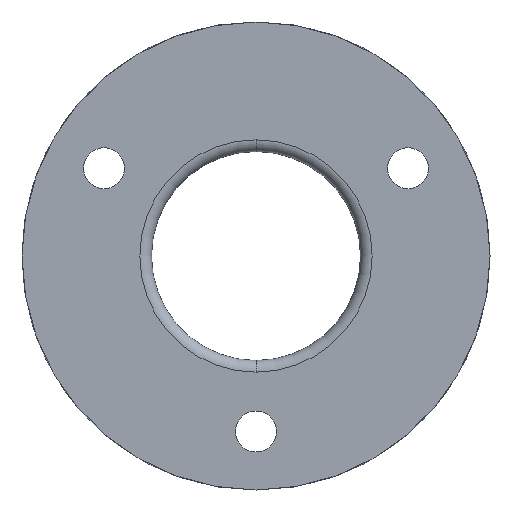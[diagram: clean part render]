
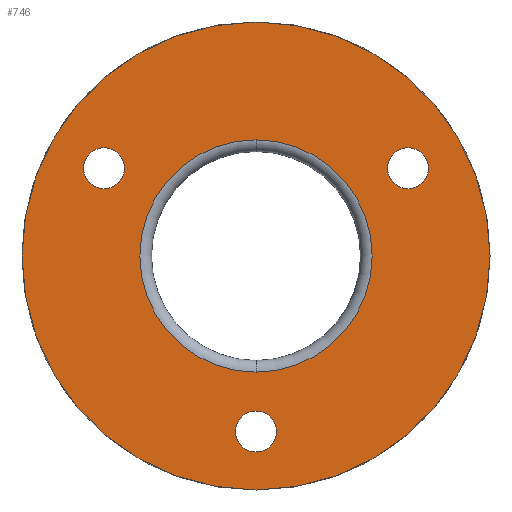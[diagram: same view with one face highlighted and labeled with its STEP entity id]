
A CAD part, front view. The second image highlights one B-rep face of the part: STEP entity #746.
In plain terms, the highlighted planar face has unit normal (0, -1, 0).
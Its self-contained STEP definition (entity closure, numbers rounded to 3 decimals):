
#9 = CARTESIAN_POINT ( 'NONE',  ( 0., -9.9, 0. ) ) ;
#16 = DIRECTION ( 'NONE',  ( 0., 1., 0. ) ) ;
#18 = CIRCLE ( 'NONE', #894, 1.75 ) ;
#38 = DIRECTION ( 'NONE',  ( 0., 0., 1. ) ) ;
#47 = DIRECTION ( 'NONE',  ( 0., 0., 1. ) ) ;
#50 = DIRECTION ( 'NONE',  ( 0., 1., 0. ) ) ;
#53 = CARTESIAN_POINT ( 'NONE',  ( 0., -9.9, 0. ) ) ;
#55 = DIRECTION ( 'NONE',  ( 0., 1., 0. ) ) ;
#60 = CARTESIAN_POINT ( 'NONE',  ( 0., -9.9, 9.928 ) ) ;
#66 = DIRECTION ( 'NONE',  ( 0., 0., 1. ) ) ;
#71 = FACE_OUTER_BOUND ( 'NONE', #398, .T. ) ;
#73 = FACE_BOUND ( 'NONE', #649, .T. ) ;
#74 = FACE_BOUND ( 'NONE', #511, .T. ) ;
#78 = FACE_BOUND ( 'NONE', #376, .T. ) ;
#84 = FACE_BOUND ( 'NONE', #397, .T. ) ;
#94 = AXIS2_PLACEMENT_3D ( 'NONE', #9, #16, #38 ) ;
#100 = CIRCLE ( 'NONE', #383, 1.75 ) ;
#112 = DIRECTION ( 'NONE',  ( 0., 1., 0. ) ) ;
#119 = EDGE_CURVE ( 'NONE', #206, #203, #221, .T. ) ;
#122 = CARTESIAN_POINT ( 'NONE',  ( -12.99, -9.9, 9.25 ) ) ;
#126 = CIRCLE ( 'NONE', #723, 1.75 ) ;
#132 = VERTEX_POINT ( 'NONE', #60 ) ;
#145 = CIRCLE ( 'NONE', #94, 9.928 ) ;
#151 = AXIS2_PLACEMENT_3D ( 'NONE', #875, #728, #760 ) ;
#159 = CARTESIAN_POINT ( 'NONE',  ( 0., -9.9, -15. ) ) ;
#173 = ORIENTED_EDGE ( 'NONE', *, *, #593, .T. ) ;
#179 = ORIENTED_EDGE ( 'NONE', *, *, #328, .F. ) ;
#202 = EDGE_CURVE ( 'NONE', #346, #945, #224, .T. ) ;
#203 = VERTEX_POINT ( 'NONE', #592 ) ;
#206 = VERTEX_POINT ( 'NONE', #566 ) ;
#207 = DIRECTION ( 'NONE',  ( 0., 0., 1. ) ) ;
#209 = AXIS2_PLACEMENT_3D ( 'NONE', #565, #460, #454 ) ;
#211 = VERTEX_POINT ( 'NONE', #535 ) ;
#221 = CIRCLE ( 'NONE', #857, 20. ) ;
#224 = CIRCLE ( 'NONE', #151, 1.75 ) ;
#243 = CIRCLE ( 'NONE', #1040, 1.75 ) ;
#256 = EDGE_CURVE ( 'NONE', #777, #549, #243, .T. ) ;
#264 = CIRCLE ( 'NONE', #488, 20. ) ;
#312 = DIRECTION ( 'NONE',  ( 0.866, 0., -0.5 ) ) ;
#317 = DIRECTION ( 'NONE',  ( 0., 1., 0. ) ) ;
#327 = CARTESIAN_POINT ( 'NONE',  ( -12.99, -9.9, 7.5 ) ) ;
#328 = EDGE_CURVE ( 'NONE', #203, #206, #264, .T. ) ;
#340 = VERTEX_POINT ( 'NONE', #420 ) ;
#342 = VERTEX_POINT ( 'NONE', #436 ) ;
#346 = VERTEX_POINT ( 'NONE', #347 ) ;
#347 = CARTESIAN_POINT ( 'NONE',  ( 12.99, -9.9, 5.75 ) ) ;
#376 = EDGE_LOOP ( 'NONE', ( #400, #531 ) ) ;
#383 = AXIS2_PLACEMENT_3D ( 'NONE', #159, #112, #66 ) ;
#397 = EDGE_LOOP ( 'NONE', ( #173, #924 ) ) ;
#398 = EDGE_LOOP ( 'NONE', ( #768, #179 ) ) ;
#400 = ORIENTED_EDGE ( 'NONE', *, *, #256, .T. ) ;
#406 = CIRCLE ( 'NONE', #559, 1.75 ) ;
#420 = CARTESIAN_POINT ( 'NONE',  ( 0., -9.9, -13.25 ) ) ;
#432 = CARTESIAN_POINT ( 'NONE',  ( 0., -9.9, 0. ) ) ;
#433 = CARTESIAN_POINT ( 'NONE',  ( 12.99, -9.9, 9.25 ) ) ;
#436 = CARTESIAN_POINT ( 'NONE',  ( 0., -9.9, -9.928 ) ) ;
#445 = CARTESIAN_POINT ( 'NONE',  ( 0., -9.9, -15. ) ) ;
#454 = DIRECTION ( 'NONE',  ( 0., 0., 1. ) ) ;
#460 = DIRECTION ( 'NONE',  ( 0., 1., 0. ) ) ;
#488 = AXIS2_PLACEMENT_3D ( 'NONE', #432, #659, #207 ) ;
#511 = EDGE_LOOP ( 'NONE', ( #919, #717 ) ) ;
#529 = ORIENTED_EDGE ( 'NONE', *, *, #576, .T. ) ;
#531 = ORIENTED_EDGE ( 'NONE', *, *, #916, .T. ) ;
#535 = CARTESIAN_POINT ( 'NONE',  ( 0., -9.9, -16.75 ) ) ;
#549 = VERTEX_POINT ( 'NONE', #982 ) ;
#559 = AXIS2_PLACEMENT_3D ( 'NONE', #445, #55, #570 ) ;
#565 = CARTESIAN_POINT ( 'NONE',  ( 0., -9.9, 0. ) ) ;
#566 = CARTESIAN_POINT ( 'NONE',  ( 0., -9.9, -20. ) ) ;
#567 = DIRECTION ( 'NONE',  ( 0., 1., 0. ) ) ;
#570 = DIRECTION ( 'NONE',  ( 0., 0., 1. ) ) ;
#574 = DIRECTION ( 'NONE',  ( 0., 0., 1. ) ) ;
#576 = EDGE_CURVE ( 'NONE', #211, #340, #406, .T. ) ;
#592 = CARTESIAN_POINT ( 'NONE',  ( 0., -9.9, 20. ) ) ;
#593 = EDGE_CURVE ( 'NONE', #945, #346, #126, .T. ) ;
#649 = EDGE_LOOP ( 'NONE', ( #752, #529 ) ) ;
#659 = DIRECTION ( 'NONE',  ( 0., 1., 0. ) ) ;
#669 = EDGE_CURVE ( 'NONE', #132, #342, #145, .T. ) ;
#714 = EDGE_CURVE ( 'NONE', #340, #211, #100, .T. ) ;
#717 = ORIENTED_EDGE ( 'NONE', *, *, #964, .T. ) ;
#723 = AXIS2_PLACEMENT_3D ( 'NONE', #778, #807, #994 ) ;
#728 = DIRECTION ( 'NONE',  ( 0., 1., 0. ) ) ;
#746 = ADVANCED_FACE ( 'NONE', ( #74, #78, #84, #73, #71 ), #960, .F. ) ;
#752 = ORIENTED_EDGE ( 'NONE', *, *, #714, .T. ) ;
#760 = DIRECTION ( 'NONE',  ( -0.866, 0., -0.5 ) ) ;
#767 = DIRECTION ( 'NONE',  ( 0.866, 0., -0.5 ) ) ;
#768 = ORIENTED_EDGE ( 'NONE', *, *, #119, .F. ) ;
#770 = CARTESIAN_POINT ( 'NONE',  ( 0., -9.9, 0. ) ) ;
#777 = VERTEX_POINT ( 'NONE', #122 ) ;
#778 = CARTESIAN_POINT ( 'NONE',  ( 12.99, -9.9, 7.5 ) ) ;
#780 = DIRECTION ( 'NONE',  ( 0., 1., 0. ) ) ;
#807 = DIRECTION ( 'NONE',  ( 0., 1., 0. ) ) ;
#857 = AXIS2_PLACEMENT_3D ( 'NONE', #53, #50, #47 ) ;
#875 = CARTESIAN_POINT ( 'NONE',  ( 12.99, -9.9, 7.5 ) ) ;
#894 = AXIS2_PLACEMENT_3D ( 'NONE', #327, #317, #312 ) ;
#916 = EDGE_CURVE ( 'NONE', #549, #777, #18, .T. ) ;
#919 = ORIENTED_EDGE ( 'NONE', *, *, #669, .T. ) ;
#924 = ORIENTED_EDGE ( 'NONE', *, *, #202, .T. ) ;
#929 = CARTESIAN_POINT ( 'NONE',  ( -12.99, -9.9, 7.5 ) ) ;
#939 = AXIS2_PLACEMENT_3D ( 'NONE', #770, #567, #574 ) ;
#945 = VERTEX_POINT ( 'NONE', #433 ) ;
#960 = PLANE ( 'NONE',  #939 ) ;
#964 = EDGE_CURVE ( 'NONE', #342, #132, #1018, .T. ) ;
#982 = CARTESIAN_POINT ( 'NONE',  ( -12.99, -9.9, 5.75 ) ) ;
#994 = DIRECTION ( 'NONE',  ( -0.866, 0., -0.5 ) ) ;
#1018 = CIRCLE ( 'NONE', #209, 9.928 ) ;
#1040 = AXIS2_PLACEMENT_3D ( 'NONE', #929, #780, #767 ) ;
